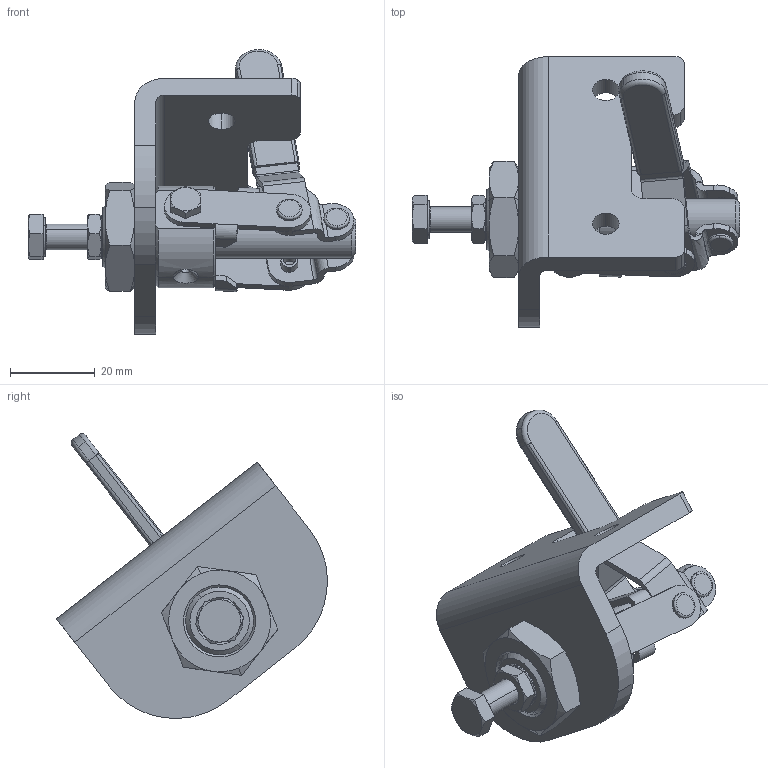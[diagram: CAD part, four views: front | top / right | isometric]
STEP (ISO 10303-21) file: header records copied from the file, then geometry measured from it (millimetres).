
FILE_DESCRIPTION((''),'2;1');
FILE_NAME('350-opened.stp','2005-09-28T08:41:28',('Kysilko'),(''),'Autodesk Inventor 8','Autodesk Inventor 8','');
FILE_SCHEMA(('AUTOMOTIVE_DESIGN { 1 0 10303 214 1 1 1 1 }'));
Length unit declared in the file: millimetre
Products named in the file (1): Part13
Bounding box: 77.2 x 63.83 x 67.15 mm (x, y, z)
Volume: 35936.3 mm3; surface area: 18499.1 mm2
Topology: 1 solids, 8 shells, 388 faces, 984 edges, 617 vertices
Faces by surface type: plane 123, cylinder 110, cone 86, bspline 61, torus 8
Entity records: 13050 total; most frequent: CARTESIAN_POINT 3885, ORIENTED_EDGE 1956, DIRECTION 1923, EDGE_CURVE 978, AXIS2_PLACEMENT_3D 738, VERTEX_POINT 617, VECTOR 447, LINE 447
